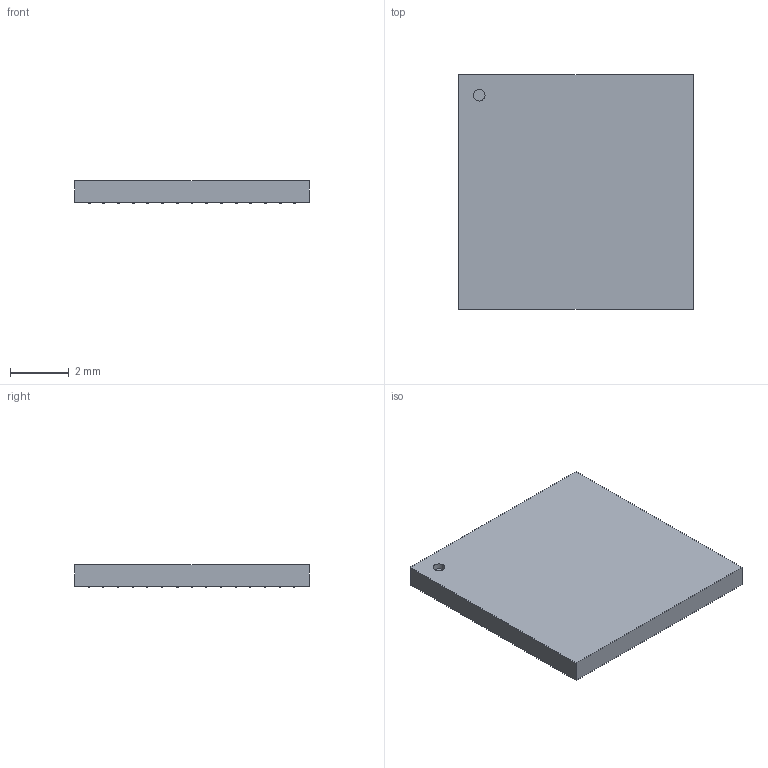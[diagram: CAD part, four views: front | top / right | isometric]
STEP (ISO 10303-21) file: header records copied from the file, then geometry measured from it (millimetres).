
FILE_DESCRIPTION(/* description */ ('model of BGA-153_8.0x8.0mm_Layout15x15_P0.5mm_Ball0.3mm_Pad0.25mm_NSMD'),/* implementation_level */ '2;1');
FILE_NAME(/* name */ 'BGA-153_8.0x8.0mm_Layout15x15_P0.5mm_Ball0.3mm_Pad0.25mm_NSMD.step',/* time_stamp */ '2018-11-07T22:16:29',/* author */ ('kicad StepUp','ksu'),/* organization */ ('FreeCAD'),/* preprocessor_version */ 'OCC',/* originating_system */ 'kicad StepUp',/* authorisation */ '');
FILE_SCHEMA(('AUTOMOTIVE_DESIGN { 1 0 10303 214 1 1 1 1 }'));
Length unit declared in the file: millimetre
Products named in the file (1): BGA_153_80x80mm_Layout15x15_P05mm_Ball03mm_Pad025mm_NSMD
Bounding box: 8 x 8 x 0.76 mm (x, y, z)
Volume: 46.4 mm3; surface area: 151.6 mm2
Topology: 1 solids, 1 shells, 64 faces, 183 edges, 122 vertices
Faces by surface type: sphere 56, plane 7, cylinder 1
Full cylindrical faces by diameter (mm): 0.4 x1
Entity records: 2343 total; most frequent: DIRECTION 371, CARTESIAN_POINT 314, ORIENTED_EDGE 254, AXIS2_PLACEMENT_3D 179, EDGE_CURVE 127, VERTEX_POINT 122, FACE_BOUND 121, EDGE_LOOP 121
